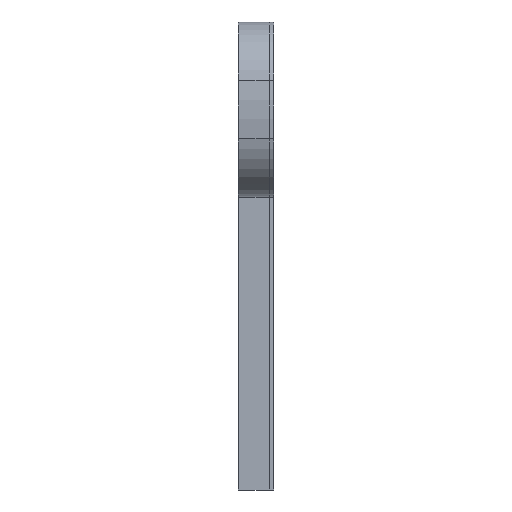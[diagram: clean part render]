
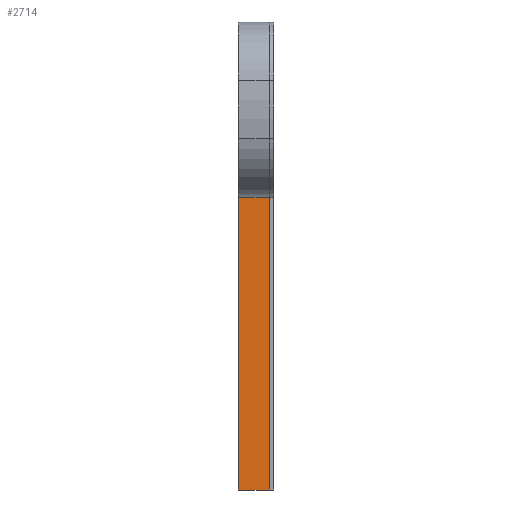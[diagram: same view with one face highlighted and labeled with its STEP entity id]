
A CAD part, left-side view. The second image highlights one B-rep face of the part: STEP entity #2714.
In plain terms, the highlighted planar face has unit normal (-1, 0, 0).
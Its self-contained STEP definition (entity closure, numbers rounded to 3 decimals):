
#54 = PLANE('',#55);
#55 = AXIS2_PLACEMENT_3D('',#56,#57,#58);
#56 = CARTESIAN_POINT('',(-7.,0.,-113.5));
#57 = DIRECTION('',(0.,0.,1.));
#58 = DIRECTION('',(1.,0.,0.));
#94 = PLANE('',#95);
#95 = AXIS2_PLACEMENT_3D('',#96,#97,#98);
#96 = CARTESIAN_POINT('',(0.,-15.,20.577));
#97 = DIRECTION('',(0.,1.,0.));
#98 = DIRECTION('',(0.,0.,1.));
#135 = VERTEX_POINT('',#136);
#136 = CARTESIAN_POINT('',(-7.,0.,-113.5));
#150 = PLANE('',#151);
#151 = AXIS2_PLACEMENT_3D('',#152,#153,#154);
#152 = CARTESIAN_POINT('',(0.,0.,
    20.577));
#153 = DIRECTION('',(0.,1.,0.));
#154 = DIRECTION('',(0.,0.,1.));
#162 = EDGE_CURVE('',#135,#163,#165,.T.);
#163 = VERTEX_POINT('',#164);
#164 = CARTESIAN_POINT('',(-7.,-15.,-113.5));
#165 = SURFACE_CURVE('',#166,(#170,#177),.PCURVE_S1.);
#166 = LINE('',#167,#168);
#167 = CARTESIAN_POINT('',(-7.,0.,-113.5));
#168 = VECTOR('',#169,1.);
#169 = DIRECTION('',(0.,-1.,0.));
#170 = PCURVE('',#54,#171);
#171 = DEFINITIONAL_REPRESENTATION('',(#172),#176);
#172 = LINE('',#173,#174);
#173 = CARTESIAN_POINT('',(0.,0.));
#174 = VECTOR('',#175,1.);
#175 = DIRECTION('',(0.,-1.));
#176 = ( GEOMETRIC_REPRESENTATION_CONTEXT(2) 
PARAMETRIC_REPRESENTATION_CONTEXT() REPRESENTATION_CONTEXT('2D SPACE',''
  ) );
#177 = PCURVE('',#178,#183);
#178 = PLANE('',#179);
#179 = AXIS2_PLACEMENT_3D('',#180,#181,#182);
#180 = CARTESIAN_POINT('',(-7.,0.,28.5));
#181 = DIRECTION('',(1.,0.,0.));
#182 = DIRECTION('',(0.,0.,-1.));
#183 = DEFINITIONAL_REPRESENTATION('',(#184),#188);
#184 = LINE('',#185,#186);
#185 = CARTESIAN_POINT('',(142.,0.));
#186 = VECTOR('',#187,1.);
#187 = DIRECTION('',(0.,-1.));
#188 = ( GEOMETRIC_REPRESENTATION_CONTEXT(2) 
PARAMETRIC_REPRESENTATION_CONTEXT() REPRESENTATION_CONTEXT('2D SPACE',''
  ) );
#466 = EDGE_CURVE('',#467,#163,#469,.T.);
#467 = VERTEX_POINT('',#468);
#468 = CARTESIAN_POINT('',(-7.,-15.,28.5));
#469 = SURFACE_CURVE('',#470,(#474,#481),.PCURVE_S1.);
#470 = LINE('',#471,#472);
#471 = CARTESIAN_POINT('',(-7.,-15.,28.5));
#472 = VECTOR('',#473,1.);
#473 = DIRECTION('',(0.,0.,-1.));
#474 = PCURVE('',#94,#475);
#475 = DEFINITIONAL_REPRESENTATION('',(#476),#480);
#476 = LINE('',#477,#478);
#477 = CARTESIAN_POINT('',(7.923,-7.));
#478 = VECTOR('',#479,1.);
#479 = DIRECTION('',(-1.,0.));
#480 = ( GEOMETRIC_REPRESENTATION_CONTEXT(2) 
PARAMETRIC_REPRESENTATION_CONTEXT() REPRESENTATION_CONTEXT('2D SPACE',''
  ) );
#481 = PCURVE('',#178,#482);
#482 = DEFINITIONAL_REPRESENTATION('',(#483),#487);
#483 = LINE('',#484,#485);
#484 = CARTESIAN_POINT('',(0.,-15.));
#485 = VECTOR('',#486,1.);
#486 = DIRECTION('',(1.,0.));
#487 = ( GEOMETRIC_REPRESENTATION_CONTEXT(2) 
PARAMETRIC_REPRESENTATION_CONTEXT() REPRESENTATION_CONTEXT('2D SPACE',''
  ) );
#505 = PLANE('',#506);
#506 = AXIS2_PLACEMENT_3D('',#507,#508,#509);
#507 = CARTESIAN_POINT('',(-7.,0.,28.5));
#508 = DIRECTION('',(0.,0.,-1.));
#509 = DIRECTION('',(-1.,0.,0.));
#2001 = EDGE_CURVE('',#2002,#135,#2004,.T.);
#2002 = VERTEX_POINT('',#2003);
#2003 = CARTESIAN_POINT('',(-7.,0.,28.5));
#2004 = SURFACE_CURVE('',#2005,(#2009,#2016),.PCURVE_S1.);
#2005 = LINE('',#2006,#2007);
#2006 = CARTESIAN_POINT('',(-7.,0.,28.5));
#2007 = VECTOR('',#2008,1.);
#2008 = DIRECTION('',(0.,0.,-1.));
#2009 = PCURVE('',#150,#2010);
#2010 = DEFINITIONAL_REPRESENTATION('',(#2011),#2015);
#2011 = LINE('',#2012,#2013);
#2012 = CARTESIAN_POINT('',(7.923,-7.));
#2013 = VECTOR('',#2014,1.);
#2014 = DIRECTION('',(-1.,0.));
#2015 = ( GEOMETRIC_REPRESENTATION_CONTEXT(2) 
PARAMETRIC_REPRESENTATION_CONTEXT() REPRESENTATION_CONTEXT('2D SPACE',''
  ) );
#2016 = PCURVE('',#178,#2017);
#2017 = DEFINITIONAL_REPRESENTATION('',(#2018),#2022);
#2018 = LINE('',#2019,#2020);
#2019 = CARTESIAN_POINT('',(0.,0.));
#2020 = VECTOR('',#2021,1.);
#2021 = DIRECTION('',(1.,0.));
#2022 = ( GEOMETRIC_REPRESENTATION_CONTEXT(2) 
PARAMETRIC_REPRESENTATION_CONTEXT() REPRESENTATION_CONTEXT('2D SPACE',''
  ) );
#2714 = ADVANCED_FACE('',(#2715),#178,.F.);
#2715 = FACE_BOUND('',#2716,.F.);
#2716 = EDGE_LOOP('',(#2717,#2738,#2739,#2740));
#2717 = ORIENTED_EDGE('',*,*,#2718,.T.);
#2718 = EDGE_CURVE('',#2002,#467,#2719,.T.);
#2719 = SURFACE_CURVE('',#2720,(#2724,#2731),.PCURVE_S1.);
#2720 = LINE('',#2721,#2722);
#2721 = CARTESIAN_POINT('',(-7.,0.,28.5));
#2722 = VECTOR('',#2723,1.);
#2723 = DIRECTION('',(0.,-1.,0.));
#2724 = PCURVE('',#178,#2725);
#2725 = DEFINITIONAL_REPRESENTATION('',(#2726),#2730);
#2726 = LINE('',#2727,#2728);
#2727 = CARTESIAN_POINT('',(0.,0.));
#2728 = VECTOR('',#2729,1.);
#2729 = DIRECTION('',(0.,-1.));
#2730 = ( GEOMETRIC_REPRESENTATION_CONTEXT(2) 
PARAMETRIC_REPRESENTATION_CONTEXT() REPRESENTATION_CONTEXT('2D SPACE',''
  ) );
#2731 = PCURVE('',#505,#2732);
#2732 = DEFINITIONAL_REPRESENTATION('',(#2733),#2737);
#2733 = LINE('',#2734,#2735);
#2734 = CARTESIAN_POINT('',(0.,0.));
#2735 = VECTOR('',#2736,1.);
#2736 = DIRECTION('',(0.,-1.));
#2737 = ( GEOMETRIC_REPRESENTATION_CONTEXT(2) 
PARAMETRIC_REPRESENTATION_CONTEXT() REPRESENTATION_CONTEXT('2D SPACE',''
  ) );
#2738 = ORIENTED_EDGE('',*,*,#466,.T.);
#2739 = ORIENTED_EDGE('',*,*,#162,.F.);
#2740 = ORIENTED_EDGE('',*,*,#2001,.F.);
